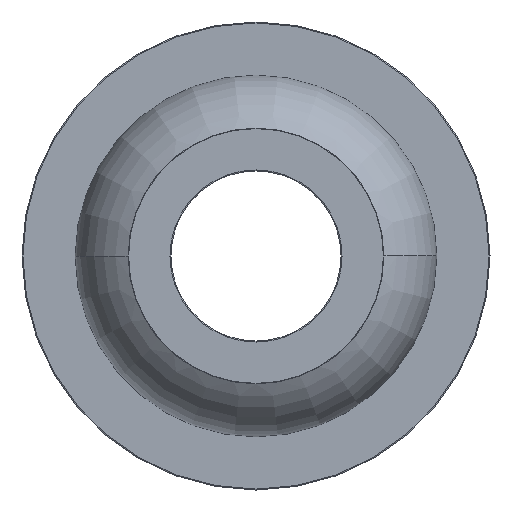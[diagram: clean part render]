
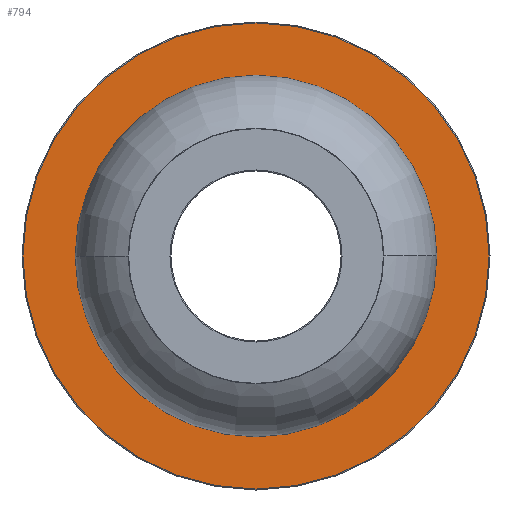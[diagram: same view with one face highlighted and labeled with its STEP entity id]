
A CAD part, front view. The second image highlights one B-rep face of the part: STEP entity #794.
In plain terms, the highlighted planar face has unit normal (0, -1, 0).
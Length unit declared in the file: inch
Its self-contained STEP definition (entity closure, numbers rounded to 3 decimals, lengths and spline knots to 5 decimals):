
#5 = DIRECTION ( 'NONE',  ( -1., 0., 0. ) ) ;
#28 = EDGE_CURVE ( 'NONE', #147, #798, #579, .T. ) ;
#36 = CARTESIAN_POINT ( 'NONE',  ( 0., 0.03125, 0. ) ) ;
#41 = ORIENTED_EDGE ( 'NONE', *, *, #552, .T. ) ;
#46 = AXIS2_PLACEMENT_3D ( 'NONE', #36, #790, #459 ) ;
#60 = CARTESIAN_POINT ( 'NONE',  ( 0., 0.03125, 0. ) ) ;
#78 = DIRECTION ( 'NONE',  ( -1., 0., 0. ) ) ;
#89 = ORIENTED_EDGE ( 'NONE', *, *, #203, .T. ) ;
#110 = DIRECTION ( 'NONE',  ( 0., 1., 0. ) ) ;
#147 = VERTEX_POINT ( 'NONE', #422 ) ;
#198 = FACE_OUTER_BOUND ( 'NONE', #247, .T. ) ;
#203 = EDGE_CURVE ( 'NONE', #798, #147, #485, .T. ) ;
#221 = CIRCLE ( 'NONE', #811, 0.09444 ) ;
#247 = EDGE_LOOP ( 'NONE', ( #372, #89 ) ) ;
#253 = CIRCLE ( 'NONE', #603, 0.09444 ) ;
#255 = ORIENTED_EDGE ( 'NONE', *, *, #265, .T. ) ;
#265 = EDGE_CURVE ( 'NONE', #707, #357, #221, .T. ) ;
#296 = CARTESIAN_POINT ( 'NONE',  ( 0., 0.03125, 0. ) ) ;
#299 = DIRECTION ( 'NONE',  ( -1., 0., 0. ) ) ;
#323 = DIRECTION ( 'NONE',  ( 0., 1., 0. ) ) ;
#357 = VERTEX_POINT ( 'NONE', #461 ) ;
#372 = ORIENTED_EDGE ( 'NONE', *, *, #28, .T. ) ;
#409 = EDGE_LOOP ( 'NONE', ( #255, #41 ) ) ;
#422 = CARTESIAN_POINT ( 'NONE',  ( -0.17119, 0.03125, 0. ) ) ;
#448 = AXIS2_PLACEMENT_3D ( 'NONE', #692, #765, #5 ) ;
#459 = DIRECTION ( 'NONE',  ( -1., 0., 0. ) ) ;
#461 = CARTESIAN_POINT ( 'NONE',  ( 0.09444, 0.03125, 0. ) ) ;
#485 = CIRCLE ( 'NONE', #631, 0.17119 ) ;
#514 = FACE_BOUND ( 'NONE', #409, .T. ) ;
#552 = EDGE_CURVE ( 'NONE', #357, #707, #253, .T. ) ;
#567 = CARTESIAN_POINT ( 'NONE',  ( -0.09444, 0.03125, 0. ) ) ;
#579 = CIRCLE ( 'NONE', #46, 0.17119 ) ;
#603 = AXIS2_PLACEMENT_3D ( 'NONE', #60, #110, #817 ) ;
#631 = AXIS2_PLACEMENT_3D ( 'NONE', #296, #812, #299 ) ;
#692 = CARTESIAN_POINT ( 'NONE',  ( 0.09375, 0.03125, 0. ) ) ;
#695 = PLANE ( 'NONE',  #448 ) ;
#702 = CARTESIAN_POINT ( 'NONE',  ( 0.17119, 0.03125, 0. ) ) ;
#707 = VERTEX_POINT ( 'NONE', #567 ) ;
#765 = DIRECTION ( 'NONE',  ( 0., 1., 0. ) ) ;
#776 = CARTESIAN_POINT ( 'NONE',  ( 0., 0.03125, 0. ) ) ;
#790 = DIRECTION ( 'NONE',  ( 0., -1., 0. ) ) ;
#794 = ADVANCED_FACE ( 'NONE', ( #198, #514 ), #695, .F. ) ;
#798 = VERTEX_POINT ( 'NONE', #702 ) ;
#811 = AXIS2_PLACEMENT_3D ( 'NONE', #776, #323, #78 ) ;
#812 = DIRECTION ( 'NONE',  ( 0., -1., 0. ) ) ;
#817 = DIRECTION ( 'NONE',  ( -1., 0., 0. ) ) ;
